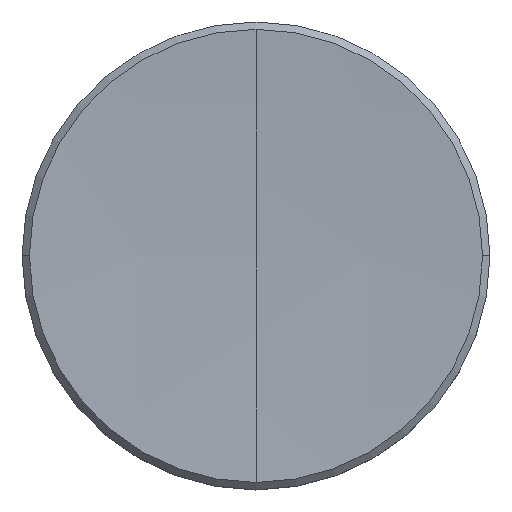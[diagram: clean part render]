
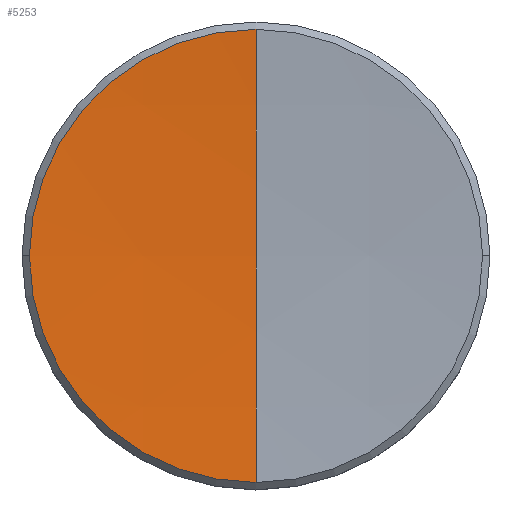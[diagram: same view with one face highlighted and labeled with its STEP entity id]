
A CAD part, top view. The second image highlights one B-rep face of the part: STEP entity #5253.
In plain terms, the highlighted spherical face has radius 100 mm.
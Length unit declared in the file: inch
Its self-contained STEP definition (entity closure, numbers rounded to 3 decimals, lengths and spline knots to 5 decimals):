
#997 = DIRECTION ( 'NONE',  ( 0., 1., 0. ) ) ;
#998 = DIRECTION ( 'NONE',  ( 1., 0., 0. ) ) ;
#1000 = CARTESIAN_POINT ( 'NONE',  ( 0., 0., 3.99606 ) ) ;
#1001 = AXIS2_PLACEMENT_3D ( 'NONE', #1000, #998, #997 ) ;
#1002 = CIRCLE ( 'NONE', #1001, 3.93701 ) ;
#1006 = CARTESIAN_POINT ( 'NONE',  ( 0., -0.24213, 0.06651 ) ) ;
#1008 = DIRECTION ( 'NONE',  ( 1., 0., 0. ) ) ;
#1011 = DIRECTION ( 'NONE',  ( 0., 0., 1. ) ) ;
#1013 = CARTESIAN_POINT ( 'NONE',  ( 0., 0., 0.06651 ) ) ;
#1014 = AXIS2_PLACEMENT_3D ( 'NONE', #1013, #1011, #1008 ) ;
#1016 = CIRCLE ( 'NONE', #1014, 0.24213 ) ;
#5101 = VERTEX_POINT ( 'NONE', #20623 ) ;
#5154 = ORIENTED_EDGE ( 'NONE', *, *, #5155, .T. ) ;
#5155 = EDGE_CURVE ( 'NONE', #5101, #5156, #1016, .T. ) ;
#5156 = VERTEX_POINT ( 'NONE', #1006 ) ;
#5157 = ORIENTED_EDGE ( 'NONE', *, *, #5158, .T. ) ;
#5158 = EDGE_CURVE ( 'NONE', #5156, #5215, #1002, .T. ) ;
#5215 = VERTEX_POINT ( 'NONE', #22274 ) ;
#5216 = ORIENTED_EDGE ( 'NONE', *, *, #5217, .F. ) ;
#5217 = EDGE_CURVE ( 'NONE', #5222, #5215, #22272, .T. ) ;
#5222 = VERTEX_POINT ( 'NONE', #21056 ) ;
#5248 = EDGE_CURVE ( 'NONE', #5222, #5101, #21273, .T. ) ;
#5253 = ADVANCED_FACE ( 'NONE', ( #21688 ), #21701, .F. ) ;
#5254 = EDGE_LOOP ( 'NONE', ( #5255, #5154, #5157, #5216 ) ) ;
#5255 = ORIENTED_EDGE ( 'NONE', *, *, #5248, .T. ) ;
#20623 = CARTESIAN_POINT ( 'NONE',  ( -0.24213, 0., 0.06651 ) ) ;
#21056 = CARTESIAN_POINT ( 'NONE',  ( 0., 0.24213, 0.06651 ) ) ;
#21200 = DIRECTION ( 'NONE',  ( 0., 0., 1. ) ) ;
#21201 = AXIS2_PLACEMENT_3D ( 'NONE', #21288, #21200, #21292 ) ;
#21273 = CIRCLE ( 'NONE', #21201, 0.24213 ) ;
#21288 = CARTESIAN_POINT ( 'NONE',  ( 0., 0., 0.06651 ) ) ;
#21292 = DIRECTION ( 'NONE',  ( 1., 0., 0. ) ) ;
#21688 = FACE_OUTER_BOUND ( 'NONE', #5254, .T. ) ;
#21701 = SPHERICAL_SURFACE ( 'NONE', #21718, 3.93701 ) ;
#21703 = CARTESIAN_POINT ( 'NONE',  ( 0., 0., 3.99606 ) ) ;
#21711 = DIRECTION ( 'NONE',  ( 0., 1., 0. ) ) ;
#21713 = DIRECTION ( 'NONE',  ( 1., 0., 0. ) ) ;
#21718 = AXIS2_PLACEMENT_3D ( 'NONE', #21703, #21713, #21711 ) ;
#22142 = DIRECTION ( 'NONE',  ( 0., 0., 1. ) ) ;
#22143 = DIRECTION ( 'NONE',  ( -1., 0., 0. ) ) ;
#22144 = CARTESIAN_POINT ( 'NONE',  ( 0., 0., 3.99606 ) ) ;
#22145 = AXIS2_PLACEMENT_3D ( 'NONE', #22144, #22143, #22142 ) ;
#22272 = CIRCLE ( 'NONE', #22145, 3.93701 ) ;
#22274 = CARTESIAN_POINT ( 'NONE',  ( 0., 0., 0.05906 ) ) ;
